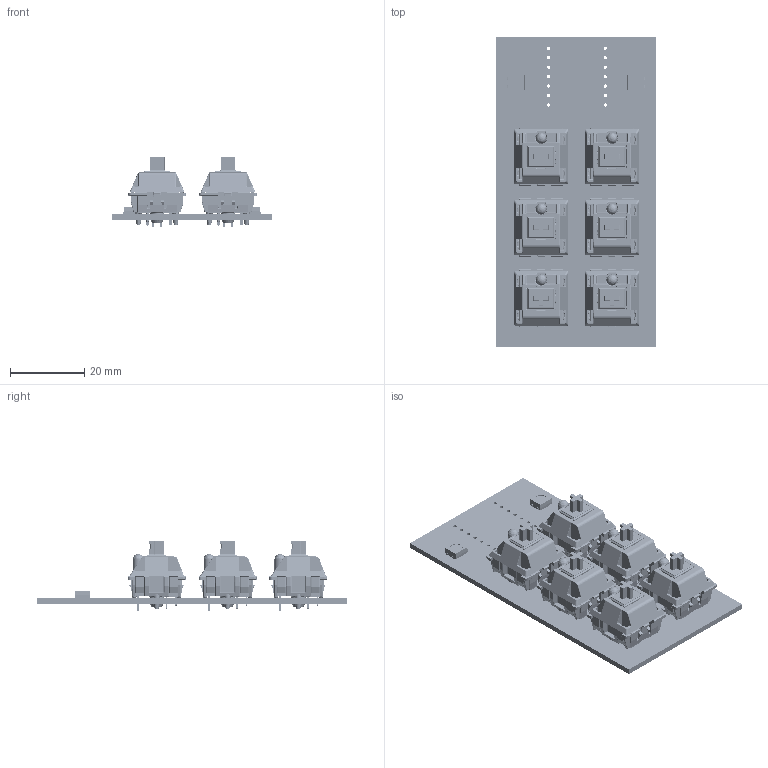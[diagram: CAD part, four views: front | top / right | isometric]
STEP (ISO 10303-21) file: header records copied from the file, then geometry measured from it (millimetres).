
FILE_DESCRIPTION(('KiCad electronic assembly'),'2;1');
FILE_NAME('Macropad PCB.step','2025-12-06T15:14:51',('Pcbnew'),('Kicad') ,'Open CASCADE STEP processor 7.8','KiCad to STEP converter','Unknown' );
FILE_SCHEMA(('AUTOMOTIVE_DESIGN { 1 0 10303 214 1 1 1 1 }'));
Length unit declared in the file: millimetre
Products named in the file (15): Macropad PCB 1; MX; MX Öá °´¼ü¡ä_¨¹___¡§1; MX ס סͥ¨¢¨¬_¡§¡顧__; MXס ϞñLEDLEDLED; MXÖá ÖáÌå µ×²¿ ¦Ì¡Á2__Ä¬ÈÏ_¨¢2____¨¨_; ֫½ğ__Ĭɏ__¨¨_; SK6805-2.4x2.7; Shell; DOUT; DIN; VSS; VDD; Macropad PCB_PCB; Macropad PCB 2
Assembly tree (19 placements, depth 3):
  Macropad PCB 1
    MX  x6
      MX Öá °´¼ü¡ä_¨¹___¡§1
      MX ס סͥ¨¢¨¬_¡§¡顧__
      MXס ϞñLEDLEDLED
      MXÖá ÖáÌå µ×²¿ ¦Ì¡Á2__Ä¬ÈÏ_¨¢2____¨¨_
      ֫½ğ__Ĭɏ__¨¨_
    SK6805-2.4x2.7  x2
      Shell
      DOUT
      DIN
      VSS
      VDD
    Macropad PCB_PCB
  Macropad PCB 2
Bounding box: 43 x 83.16 x 18.9 mm (x, y, z)
Volume: 12017.8 mm3; surface area: 24217.7 mm2
Topology: 71 solids, 71 shells, 9576 faces, 22984 edges, 12936 vertices
Faces by surface type: cylinder 4130, plane 2736, torus 1254, sphere 678, bspline 490, revolution 228, cone 60
Full cylindrical faces by diameter (mm): 0.889 x14, 1.5 x12, 1.7 x12, 4 x6
Entity records: 49394 total; most frequent: CARTESIAN_POINT 10988, DIRECTION 8139, ORIENTED_EDGE 7902, EDGE_CURVE 3951, AXIS2_PLACEMENT_3D 3068, VERTEX_POINT 2308, LINE 1965, VECTOR 1965
